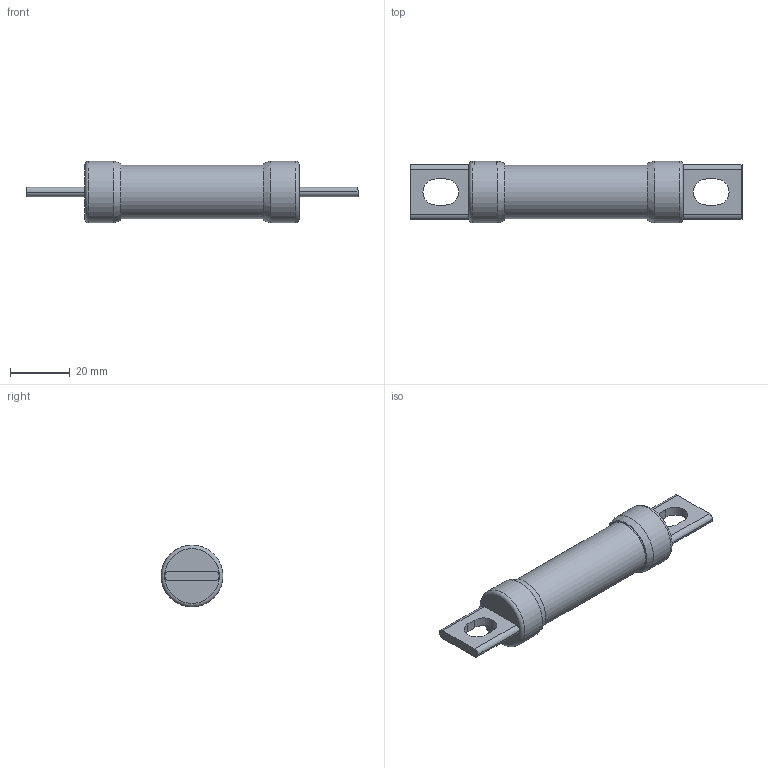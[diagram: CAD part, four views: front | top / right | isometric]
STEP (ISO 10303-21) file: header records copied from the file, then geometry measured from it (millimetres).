
FILE_DESCRIPTION (( 'STEP AP214' ), '1' );
FILE_NAME ('701237revL.STEP', '2018-05-15T16:02:13', ( '' ), ( '' ), 'SwSTEP 2.0', 'SolidWorks 2017', '' );
FILE_SCHEMA (( 'AUTOMOTIVE_DESIGN' ));
Length unit declared in the file: inch
Products named in the file (1): 701237revL
Bounding box: 111.12 x 20.74 x 20.73 mm (x, y, z)
Surface area: 9285 mm2 (no closed solid volume)
Topology: 0 solids, 9 shells, 43 faces, 131 edges, 92 vertices
Faces by surface type: cylinder 19, plane 12, cone 6, bspline 4, torus 2
Full cylindrical faces by diameter (mm): 17.142 x1, 17.805 x1, 17.882 x1, 19.126 x1, 19.253 x1, 20.726 x2
Entity records: 2152 total; most frequent: CARTESIAN_POINT 464, DIRECTION 240, ORIENTED_EDGE 172, EDGE_CURVE 110, VERTEX_POINT 90, AXIS2_PLACEMENT_3D 90, EDGE_LOOP 68, VECTOR 60
